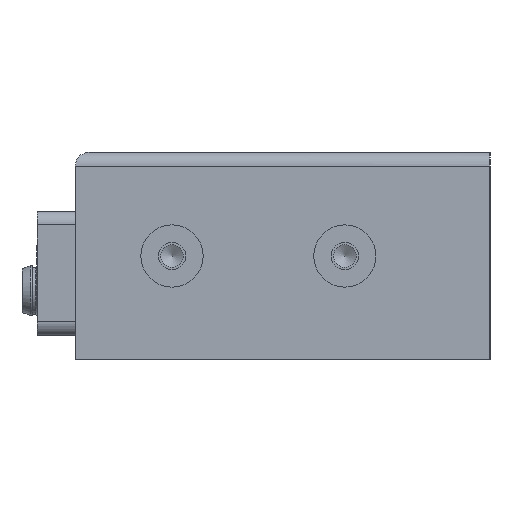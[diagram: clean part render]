
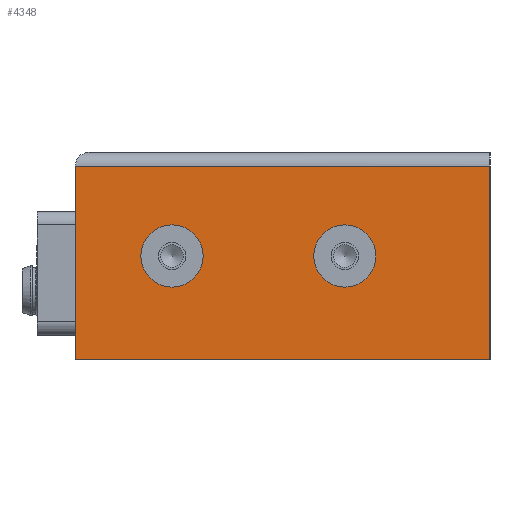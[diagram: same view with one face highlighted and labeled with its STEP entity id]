
A CAD part, left-side view. The second image highlights one B-rep face of the part: STEP entity #4348.
In plain terms, the highlighted planar face has unit normal (-1, 0, 0).
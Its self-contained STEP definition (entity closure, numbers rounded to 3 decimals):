
#1910=CIRCLE('',#4110,4.5);
#1911=CIRCLE('',#4111,4.5);
#2044=ORIENTED_EDGE('',*,*,#2649,.F.);
#2045=ORIENTED_EDGE('',*,*,#2660,.T.);
#2046=ORIENTED_EDGE('',*,*,#2672,.T.);
#2047=ORIENTED_EDGE('',*,*,#2685,.F.);
#2048=ORIENTED_EDGE('',*,*,#2686,.F.);
#2049=ORIENTED_EDGE('',*,*,#2687,.F.);
#2341=VECTOR('',#3166,1.);
#2350=VECTOR('',#3181,1.);
#2357=VECTOR('',#3202,1.);
#2365=VECTOR('',#3228,1.);
#2424=LINE('',#3663,#2341);
#2433=LINE('',#3684,#2350);
#2440=LINE('',#3708,#2357);
#2448=LINE('',#3733,#2365);
#2507=VERTEX_POINT('',#3660);
#2508=VERTEX_POINT('',#3662);
#2517=VERTEX_POINT('',#3682);
#2527=VERTEX_POINT('',#3706);
#2536=VERTEX_POINT('',#3735);
#2537=VERTEX_POINT('',#3737);
#2649=EDGE_CURVE('',#2507,#2508,#2424,.T.);
#2660=EDGE_CURVE('',#2507,#2517,#2433,.T.);
#2672=EDGE_CURVE('',#2517,#2527,#2440,.T.);
#2685=EDGE_CURVE('',#2508,#2527,#2448,.T.);
#2686=EDGE_CURVE('',#2536,#2536,#1910,.T.);
#2687=EDGE_CURVE('',#2537,#2537,#1911,.T.);
#2836=EDGE_LOOP('',(#2044,#2045,#2046,#2047));
#2837=EDGE_LOOP('',(#2048));
#2838=EDGE_LOOP('',(#2049));
#3003=FACE_BOUND('',#2836,.T.);
#3004=FACE_BOUND('',#2837,.T.);
#3005=FACE_BOUND('',#2838,.T.);
#3166=DIRECTION('',(0.,0.,28.));
#3181=DIRECTION('',(0.,-60.,0.));
#3202=DIRECTION('',(0.,0.,28.));
#3228=DIRECTION('',(0.,-60.,0.));
#3229=DIRECTION('',(-1.,0.,0.));
#3230=DIRECTION('',(0.,1.,0.));
#3231=DIRECTION('',(-1.,0.,0.));
#3232=DIRECTION('',(0.,0.,-4.5));
#3233=DIRECTION('',(-1.,0.,0.));
#3234=DIRECTION('',(0.,0.,-4.5));
#3660=CARTESIAN_POINT('',(0.,60.,0.));
#3662=CARTESIAN_POINT('',(0.,60.,28.));
#3663=CARTESIAN_POINT('',(0.,60.,0.));
#3682=CARTESIAN_POINT('',(0.,0.,0.));
#3684=CARTESIAN_POINT('',(0.,60.,0.));
#3706=CARTESIAN_POINT('',(0.,0.,28.));
#3708=CARTESIAN_POINT('',(0.,0.,0.));
#3733=CARTESIAN_POINT('',(0.,60.,28.));
#3734=CARTESIAN_POINT('',(0.,60.,0.));
#3735=CARTESIAN_POINT('',(0.,21.,10.5));
#3736=CARTESIAN_POINT('',(0.,21.,15.));
#3737=CARTESIAN_POINT('',(0.,46.,10.5));
#3738=CARTESIAN_POINT('',(0.,46.,15.));
#4109=AXIS2_PLACEMENT_3D('',#3734,#3229,#3230);
#4110=AXIS2_PLACEMENT_3D('',#3736,#3231,#3232);
#4111=AXIS2_PLACEMENT_3D('',#3738,#3233,#3234);
#4300=PLANE('',#4109);
#4348=ADVANCED_FACE('',(#3003,#3004,#3005),#4300,.T.);
